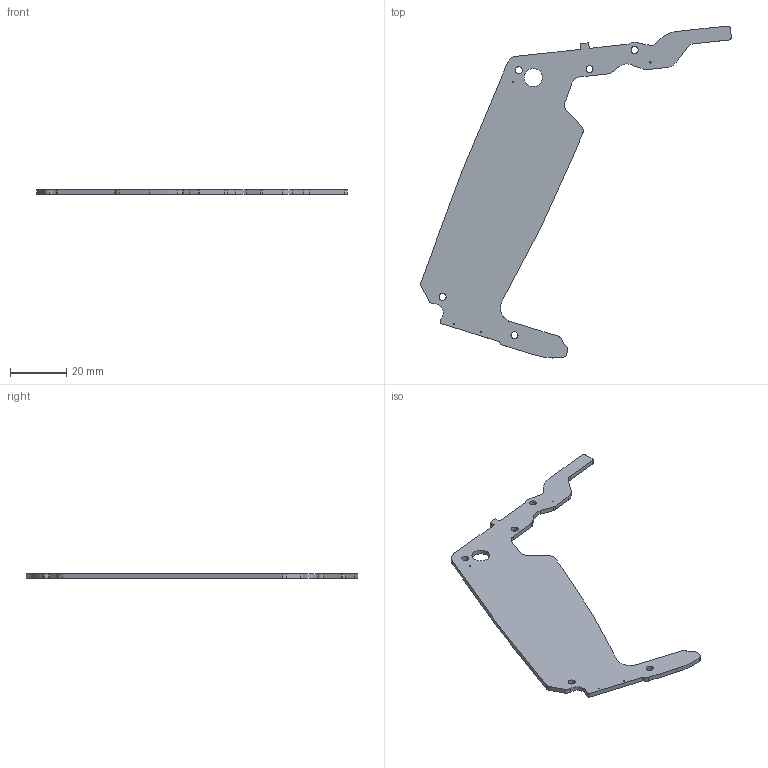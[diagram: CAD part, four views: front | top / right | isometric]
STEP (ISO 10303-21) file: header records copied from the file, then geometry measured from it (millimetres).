
FILE_DESCRIPTION(/* description */ (''),/* implementation_level */ '2;1');
FILE_NAME(/* name */ '#140-001_MAIN_PCB.step',/* time_stamp */ '2024-03-07T11:07:08-08:00',/* author */ (''),/* organization */ (''),/* preprocessor_version */ 'ST-DEVELOPER v20',/* originating_system */ 'Autodesk Translation Framework v12.14.0.127',/* authorisation */ '');
FILE_SCHEMA (('AUTOMOTIVE_DESIGN { 1 0 10303 214 3 1 1 }'));
Length unit declared in the file: millimetre
Products named in the file (1): #2631
Bounding box: 110.35 x 117.91 x 1.6 mm (x, y, z)
Volume: 5968.2 mm3; surface area: 8243.2 mm2
Topology: 1 solids, 1 shells, 71 faces, 209 edges, 140 vertices
Faces by surface type: cylinder 42, plane 25, bspline 4
Full cylindrical faces by diameter (mm): 0.5 x4, 2.5 x5, 6.4 x1
Entity records: 2635 total; most frequent: CARTESIAN_POINT 605, DIRECTION 419, ORIENTED_EDGE 418, EDGE_CURVE 209, AXIS2_PLACEMENT_3D 152, VERTEX_POINT 140, LINE 115, VECTOR 115
